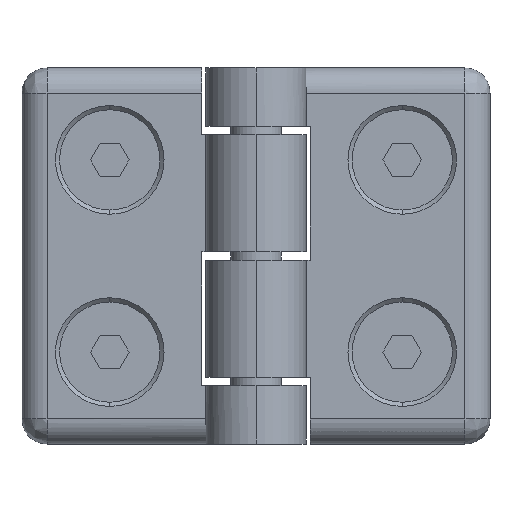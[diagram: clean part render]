
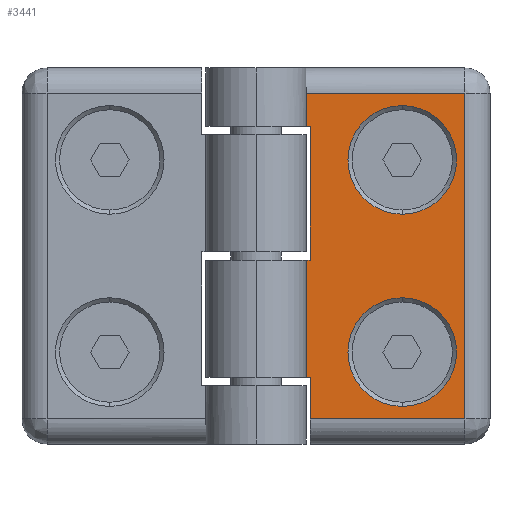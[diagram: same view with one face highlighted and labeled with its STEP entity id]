
A CAD part, front view. The second image highlights one B-rep face of the part: STEP entity #3441.
In plain terms, the highlighted planar face has unit normal (0, -1, 0).
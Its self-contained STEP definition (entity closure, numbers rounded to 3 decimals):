
#48 = VECTOR ( 'NONE', #7836, 1000. ) ;
#57 = CARTESIAN_POINT ( 'NONE',  ( 5.916, -5., 22.5 ) ) ;
#290 = DIRECTION ( 'NONE',  ( 0., 0., -1. ) ) ;
#341 = CARTESIAN_POINT ( 'NONE',  ( 5.916, -5., 15.5 ) ) ;
#361 = LINE ( 'NONE', #996, #6141 ) ;
#448 = AXIS2_PLACEMENT_3D ( 'NONE', #3269, #2019, #4468 ) ;
#465 = CARTESIAN_POINT ( 'NONE',  ( 28., -5., -19.5 ) ) ;
#591 = EDGE_CURVE ( 'NONE', #5078, #5773, #1225, .T. ) ;
#850 = PLANE ( 'NONE',  #448 ) ;
#863 = DIRECTION ( 'NONE',  ( -1., 0., 0. ) ) ;
#890 = DIRECTION ( 'NONE',  ( 0., 0., 1. ) ) ;
#909 = ORIENTED_EDGE ( 'NONE', *, *, #4732, .F. ) ;
#940 = VERTEX_POINT ( 'NONE', #2760 ) ;
#982 = ORIENTED_EDGE ( 'NONE', *, *, #6575, .T. ) ;
#987 = DIRECTION ( 'NONE',  ( 1., 0., 0. ) ) ;
#996 = CARTESIAN_POINT ( 'NONE',  ( 5.916, -5., 22.5 ) ) ;
#1091 = FACE_BOUND ( 'NONE', #7753, .T. ) ;
#1140 = CARTESIAN_POINT ( 'NONE',  ( 5.916, -5., -14.5 ) ) ;
#1205 = ORIENTED_EDGE ( 'NONE', *, *, #7269, .T. ) ;
#1225 = LINE ( 'NONE', #2158, #4819 ) ;
#1283 = CARTESIAN_POINT ( 'NONE',  ( 5.916, -5., 19.5 ) ) ;
#1375 = DIRECTION ( 'NONE',  ( 0., 1., 0. ) ) ;
#1508 = ORIENTED_EDGE ( 'NONE', *, *, #2010, .F. ) ;
#1563 = CIRCLE ( 'NONE', #4905, 6.5 ) ;
#1571 = VERTEX_POINT ( 'NONE', #4815 ) ;
#1668 = EDGE_CURVE ( 'NONE', #1571, #1734, #4329, .T. ) ;
#1734 = VERTEX_POINT ( 'NONE', #5478 ) ;
#1760 = LINE ( 'NONE', #4519, #4705 ) ;
#1829 = DIRECTION ( 'NONE',  ( 0., 0., -1. ) ) ;
#1918 = ORIENTED_EDGE ( 'NONE', *, *, #6386, .T. ) ;
#1973 = CARTESIAN_POINT ( 'NONE',  ( 6.5, -5., -0.5 ) ) ;
#2005 = ORIENTED_EDGE ( 'NONE', *, *, #2224, .T. ) ;
#2010 = EDGE_CURVE ( 'NONE', #3462, #940, #1760, .T. ) ;
#2019 = DIRECTION ( 'NONE',  ( 0., -1., 0. ) ) ;
#2070 = CARTESIAN_POINT ( 'NONE',  ( 17.5, -5., 11.5 ) ) ;
#2152 = VECTOR ( 'NONE', #7769, 1000. ) ;
#2158 = CARTESIAN_POINT ( 'NONE',  ( 28., -5., -14.5 ) ) ;
#2224 = EDGE_CURVE ( 'NONE', #3275, #4097, #5287, .T. ) ;
#2238 = VERTEX_POINT ( 'NONE', #341 ) ;
#2376 = LINE ( 'NONE', #7526, #4562 ) ;
#2377 = CARTESIAN_POINT ( 'NONE',  ( 25., -5., -19.5 ) ) ;
#2584 = EDGE_CURVE ( 'NONE', #1734, #1571, #6977, .T. ) ;
#2628 = CARTESIAN_POINT ( 'NONE',  ( 6.5, -5., -19.5 ) ) ;
#2703 = EDGE_LOOP ( 'NONE', ( #1205, #7546, #1508, #7266, #982, #3678, #909, #1918, #3277, #3470 ) ) ;
#2760 = CARTESIAN_POINT ( 'NONE',  ( 6.5, -5., 15.5 ) ) ;
#2794 = ORIENTED_EDGE ( 'NONE', *, *, #3463, .T. ) ;
#2848 = AXIS2_PLACEMENT_3D ( 'NONE', #3144, #5048, #6838 ) ;
#2964 = ORIENTED_EDGE ( 'NONE', *, *, #1668, .T. ) ;
#3056 = LINE ( 'NONE', #3383, #4777 ) ;
#3139 = CARTESIAN_POINT ( 'NONE',  ( 17.5, -5., 5. ) ) ;
#3144 = CARTESIAN_POINT ( 'NONE',  ( 17.5, -5., -11.5 ) ) ;
#3145 = EDGE_CURVE ( 'NONE', #4103, #3194, #4019, .T. ) ;
#3194 = VERTEX_POINT ( 'NONE', #6755 ) ;
#3255 = CARTESIAN_POINT ( 'NONE',  ( 28., -5., 19.5 ) ) ;
#3269 = CARTESIAN_POINT ( 'NONE',  ( 28., -5., 22.5 ) ) ;
#3275 = VERTEX_POINT ( 'NONE', #3139 ) ;
#3277 = ORIENTED_EDGE ( 'NONE', *, *, #3145, .T. ) ;
#3383 = CARTESIAN_POINT ( 'NONE',  ( 28., -5., 15.5 ) ) ;
#3441 = ADVANCED_FACE ( 'NONE', ( #1091, #7324, #7053 ), #850, .T. ) ;
#3462 = VERTEX_POINT ( 'NONE', #1973 ) ;
#3463 = EDGE_CURVE ( 'NONE', #4097, #3275, #1563, .T. ) ;
#3470 = ORIENTED_EDGE ( 'NONE', *, *, #4683, .T. ) ;
#3514 = EDGE_CURVE ( 'NONE', #2238, #940, #3056, .T. ) ;
#3678 = ORIENTED_EDGE ( 'NONE', *, *, #591, .F. ) ;
#3952 = DIRECTION ( 'NONE',  ( 0., 1., 0. ) ) ;
#4019 = LINE ( 'NONE', #6639, #48 ) ;
#4097 = VERTEX_POINT ( 'NONE', #6480 ) ;
#4103 = VERTEX_POINT ( 'NONE', #2377 ) ;
#4313 = DIRECTION ( 'NONE',  ( 0., 0., -1. ) ) ;
#4329 = CIRCLE ( 'NONE', #6307, 6.5 ) ;
#4342 = CARTESIAN_POINT ( 'NONE',  ( 6.5, -5., -14.5 ) ) ;
#4412 = ORIENTED_EDGE ( 'NONE', *, *, #2584, .T. ) ;
#4415 = CARTESIAN_POINT ( 'NONE',  ( 17.5, -5., 11.5 ) ) ;
#4468 = DIRECTION ( 'NONE',  ( 0., 0., -1. ) ) ;
#4519 = CARTESIAN_POINT ( 'NONE',  ( 6.5, -5., 22.5 ) ) ;
#4562 = VECTOR ( 'NONE', #890, 1000. ) ;
#4636 = VECTOR ( 'NONE', #5272, 1000. ) ;
#4683 = EDGE_CURVE ( 'NONE', #3194, #5174, #6384, .T. ) ;
#4705 = VECTOR ( 'NONE', #6952, 1000. ) ;
#4732 = EDGE_CURVE ( 'NONE', #6211, #5078, #2376, .T. ) ;
#4777 = VECTOR ( 'NONE', #987, 1000. ) ;
#4815 = CARTESIAN_POINT ( 'NONE',  ( 17.5, -5., -18. ) ) ;
#4819 = VECTOR ( 'NONE', #6626, 1000. ) ;
#4879 = VERTEX_POINT ( 'NONE', #7816 ) ;
#4905 = AXIS2_PLACEMENT_3D ( 'NONE', #4415, #1375, #6855 ) ;
#5048 = DIRECTION ( 'NONE',  ( 0., 1., 0. ) ) ;
#5078 = VERTEX_POINT ( 'NONE', #4342 ) ;
#5174 = VERTEX_POINT ( 'NONE', #1283 ) ;
#5213 = VECTOR ( 'NONE', #4313, 1000. ) ;
#5272 = DIRECTION ( 'NONE',  ( 1., 0., 0. ) ) ;
#5287 = CIRCLE ( 'NONE', #5713, 6.5 ) ;
#5478 = CARTESIAN_POINT ( 'NONE',  ( 17.5, -5., -5. ) ) ;
#5529 = CARTESIAN_POINT ( 'NONE',  ( 17.5, -5., -11.5 ) ) ;
#5713 = AXIS2_PLACEMENT_3D ( 'NONE', #2070, #3952, #290 ) ;
#5773 = VERTEX_POINT ( 'NONE', #1140 ) ;
#5802 = LINE ( 'NONE', #465, #4636 ) ;
#6141 = VECTOR ( 'NONE', #7133, 1000. ) ;
#6194 = VECTOR ( 'NONE', #863, 1000. ) ;
#6211 = VERTEX_POINT ( 'NONE', #2628 ) ;
#6256 = LINE ( 'NONE', #7225, #2152 ) ;
#6307 = AXIS2_PLACEMENT_3D ( 'NONE', #5529, #6696, #1829 ) ;
#6358 = EDGE_LOOP ( 'NONE', ( #2964, #4412 ) ) ;
#6384 = LINE ( 'NONE', #3255, #6194 ) ;
#6386 = EDGE_CURVE ( 'NONE', #6211, #4103, #5802, .T. ) ;
#6433 = EDGE_CURVE ( 'NONE', #4879, #3462, #6256, .T. ) ;
#6480 = CARTESIAN_POINT ( 'NONE',  ( 17.5, -5., 18. ) ) ;
#6575 = EDGE_CURVE ( 'NONE', #4879, #5773, #7752, .T. ) ;
#6626 = DIRECTION ( 'NONE',  ( -1., 0., 0. ) ) ;
#6639 = CARTESIAN_POINT ( 'NONE',  ( 25., -5., 22.5 ) ) ;
#6696 = DIRECTION ( 'NONE',  ( 0., 1., 0. ) ) ;
#6755 = CARTESIAN_POINT ( 'NONE',  ( 25., -5., 19.5 ) ) ;
#6838 = DIRECTION ( 'NONE',  ( 0., 0., -1. ) ) ;
#6855 = DIRECTION ( 'NONE',  ( 0., 0., -1. ) ) ;
#6952 = DIRECTION ( 'NONE',  ( 0., 0., 1. ) ) ;
#6977 = CIRCLE ( 'NONE', #2848, 6.5 ) ;
#7053 = FACE_OUTER_BOUND ( 'NONE', #2703, .T. ) ;
#7133 = DIRECTION ( 'NONE',  ( 0., 0., -1. ) ) ;
#7225 = CARTESIAN_POINT ( 'NONE',  ( 28., -5., -0.5 ) ) ;
#7266 = ORIENTED_EDGE ( 'NONE', *, *, #6433, .F. ) ;
#7269 = EDGE_CURVE ( 'NONE', #5174, #2238, #361, .T. ) ;
#7324 = FACE_BOUND ( 'NONE', #6358, .T. ) ;
#7526 = CARTESIAN_POINT ( 'NONE',  ( 6.5, -5., 22.5 ) ) ;
#7546 = ORIENTED_EDGE ( 'NONE', *, *, #3514, .T. ) ;
#7752 = LINE ( 'NONE', #57, #5213 ) ;
#7753 = EDGE_LOOP ( 'NONE', ( #2005, #2794 ) ) ;
#7769 = DIRECTION ( 'NONE',  ( 1., 0., 0. ) ) ;
#7816 = CARTESIAN_POINT ( 'NONE',  ( 5.916, -5., -0.5 ) ) ;
#7836 = DIRECTION ( 'NONE',  ( 0., 0., 1. ) ) ;
